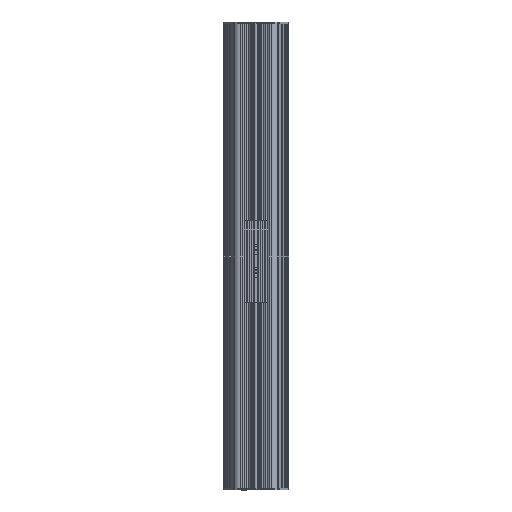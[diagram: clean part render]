
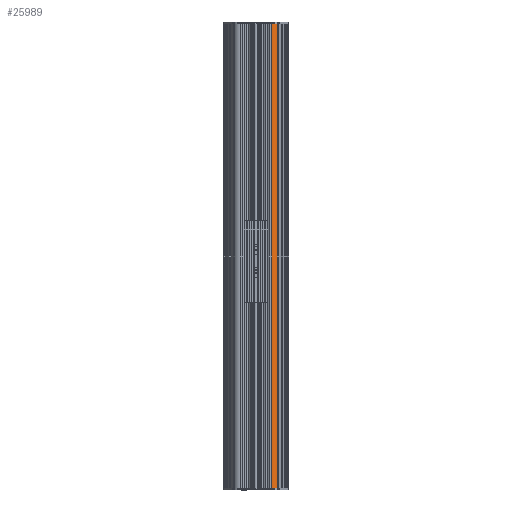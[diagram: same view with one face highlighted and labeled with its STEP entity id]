
A CAD part, front view. The second image highlights one B-rep face of the part: STEP entity #25989.
In plain terms, the highlighted cylindrical face has radius 15 mm (diameter 30 mm), a partial arc.
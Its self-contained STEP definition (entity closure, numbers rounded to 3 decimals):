
#7061 = CARTESIAN_POINT ( 'NONE',  ( 45.927, 3.921, -992. ) ) ;
#7226 = DIRECTION ( 'NONE',  ( 0., 0., 1. ) ) ;
#7227 = VECTOR ( 'NONE', #7226, 1000. ) ;
#7228 = CARTESIAN_POINT ( 'NONE',  ( 45.927, 3.921, -842. ) ) ;
#7229 = LINE ( 'NONE', #7228, #7227 ) ;
#7421 = CARTESIAN_POINT ( 'NONE',  ( 45.927, 3.921, 0. ) ) ;
#11482 = VERTEX_POINT ( 'NONE', #7061 ) ;
#11574 = VERTEX_POINT ( 'NONE', #7421 ) ;
#11626 = EDGE_CURVE ( 'NONE', #11482, #11574, #7229, .T. ) ;
#15996 = CARTESIAN_POINT ( 'NONE',  ( 33.289, -3., -992. ) ) ;
#16004 = DIRECTION ( 'NONE',  ( 0., 0., 1. ) ) ;
#16005 = VECTOR ( 'NONE', #16004, 1000. ) ;
#16006 = CARTESIAN_POINT ( 'NONE',  ( 33.289, -3., -842. ) ) ;
#16007 = LINE ( 'NONE', #16006, #16005 ) ;
#16008 = DIRECTION ( 'NONE',  ( 1., 0., 0. ) ) ;
#16009 = DIRECTION ( 'NONE',  ( 0., 0., 1. ) ) ;
#16010 = CARTESIAN_POINT ( 'NONE',  ( 33.289, 12., -842. ) ) ;
#16011 = AXIS2_PLACEMENT_3D ( 'NONE', #16010, #16009, #16008 ) ;
#16012 = CYLINDRICAL_SURFACE ( 'NONE', #16011, 15. ) ;
#16013 = FACE_OUTER_BOUND ( 'NONE', #25991, .T. ) ;
#16405 = DIRECTION ( 'NONE',  ( 1., 0., 0. ) ) ;
#16406 = DIRECTION ( 'NONE',  ( 0., 0., -1. ) ) ;
#16407 = CARTESIAN_POINT ( 'NONE',  ( 33.289, 12., 0. ) ) ;
#16408 = AXIS2_PLACEMENT_3D ( 'NONE', #16407, #16406, #16405 ) ;
#16409 = CIRCLE ( 'NONE', #16408, 15. ) ;
#16412 = DIRECTION ( 'NONE',  ( -1., 0., 0. ) ) ;
#16413 = DIRECTION ( 'NONE',  ( 0., 0., -1. ) ) ;
#16414 = CARTESIAN_POINT ( 'NONE',  ( 33.289, 12., -992. ) ) ;
#16415 = AXIS2_PLACEMENT_3D ( 'NONE', #16414, #16413, #16412 ) ;
#16465 = CIRCLE ( 'NONE', #16415, 15. ) ;
#16471 = CARTESIAN_POINT ( 'NONE',  ( 33.289, -3., 0. ) ) ;
#25989 = ADVANCED_FACE ( 'NONE', ( #16013 ), #16012, .T. ) ;
#25991 = EDGE_LOOP ( 'NONE', ( #25993, #26087, #26092, #26094 ) ) ;
#25993 = ORIENTED_EDGE ( 'NONE', *, *, #25996, .F. ) ;
#25996 = EDGE_CURVE ( 'NONE', #25998, #26085, #16007, .T. ) ;
#25998 = VERTEX_POINT ( 'NONE', #15996 ) ;
#26085 = VERTEX_POINT ( 'NONE', #16471 ) ;
#26087 = ORIENTED_EDGE ( 'NONE', *, *, #26089, .F. ) ;
#26089 = EDGE_CURVE ( 'NONE', #11482, #25998, #16465, .T. ) ;
#26092 = ORIENTED_EDGE ( 'NONE', *, *, #11626, .T. ) ;
#26094 = ORIENTED_EDGE ( 'NONE', *, *, #26095, .T. ) ;
#26095 = EDGE_CURVE ( 'NONE', #11574, #26085, #16409, .T. ) ;
